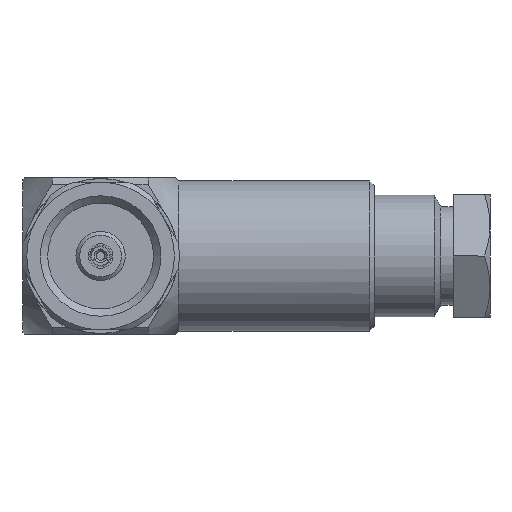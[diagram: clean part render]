
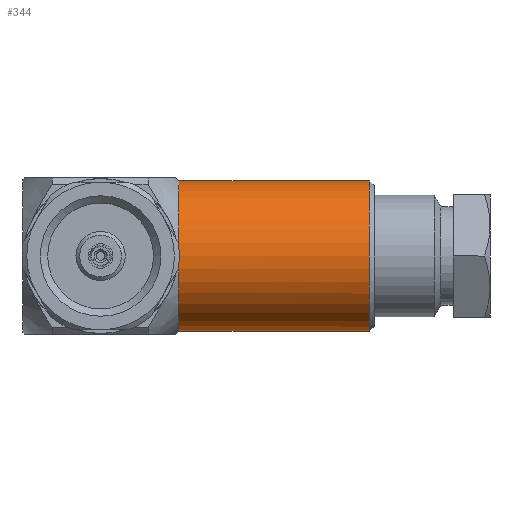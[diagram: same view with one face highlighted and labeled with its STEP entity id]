
A CAD part, front view. The second image highlights one B-rep face of the part: STEP entity #344.
In plain terms, the highlighted cylindrical face has radius 3.05 mm (diameter 6.1 mm), a full revolution.
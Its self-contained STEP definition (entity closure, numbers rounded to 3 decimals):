
#74 = AXIS2_PLACEMENT_3D ( 'NONE', #1297, #1302, #1307 ) ;
#133 = AXIS2_PLACEMENT_3D ( 'NONE', #884, #923, #976 ) ;
#142 = CIRCLE ( 'NONE', #74, 3.05 ) ;
#214 = CIRCLE ( 'NONE', #133, 3.05 ) ;
#252 = AXIS2_PLACEMENT_3D ( 'NONE', #1086, #1085, #1084 ) ;
#344 = ADVANCED_FACE ( 'NONE', ( #2801, #2722 ), #2726, .T. ) ;
#471 = EDGE_CURVE ( 'NONE', #785, #785, #142, .T. ) ;
#474 = EDGE_CURVE ( 'NONE', #786, #786, #214, .T. ) ;
#785 = VERTEX_POINT ( 'NONE', #2158 ) ;
#786 = VERTEX_POINT ( 'NONE', #2159 ) ;
#884 = CARTESIAN_POINT ( 'NONE',  ( 3.18, 0., 0. ) ) ;
#923 = DIRECTION ( 'NONE',  ( -1., 0., 0. ) ) ;
#976 = DIRECTION ( 'NONE',  ( 0., 0., -1. ) ) ;
#1084 = DIRECTION ( 'NONE',  ( 0., 1., 0. ) ) ;
#1085 = DIRECTION ( 'NONE',  ( 1., 0., 0. ) ) ;
#1086 = CARTESIAN_POINT ( 'NONE',  ( 3.18, 0., 0. ) ) ;
#1297 = CARTESIAN_POINT ( 'NONE',  ( 10.93, 0., 0. ) ) ;
#1302 = DIRECTION ( 'NONE',  ( -1., 0., 0. ) ) ;
#1307 = DIRECTION ( 'NONE',  ( 0., 0., 1. ) ) ;
#2158 = CARTESIAN_POINT ( 'NONE',  ( 10.93, 0., 3.05 ) ) ;
#2159 = CARTESIAN_POINT ( 'NONE',  ( 3.18, 0., -3.05 ) ) ;
#2722 = FACE_OUTER_BOUND ( 'NONE', #2730, .T. ) ;
#2726 = CYLINDRICAL_SURFACE ( 'NONE', #252, 3.05 ) ;
#2730 = EDGE_LOOP ( 'NONE', ( #3101 ) ) ;
#2801 = FACE_OUTER_BOUND ( 'NONE', #2884, .T. ) ;
#2884 = EDGE_LOOP ( 'NONE', ( #3091 ) ) ;
#3091 = ORIENTED_EDGE ( 'NONE', *, *, #471, .T. ) ;
#3101 = ORIENTED_EDGE ( 'NONE', *, *, #474, .F. ) ;
